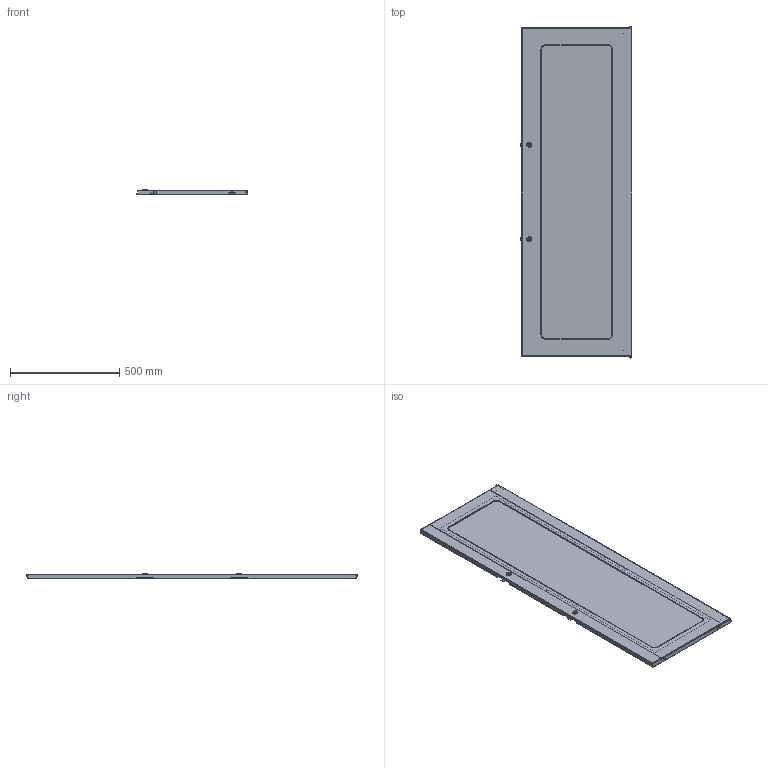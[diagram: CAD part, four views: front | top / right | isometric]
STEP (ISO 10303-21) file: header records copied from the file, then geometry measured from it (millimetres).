
FILE_DESCRIPTION (( 'STEP AP203' ), '1' );
FILE_NAME ('LE05-33U6X-DR.STEP', '2025-08-05T10:56:02', ( '' ), ( '' ), 'SwSTEP 2.0', 'SolidWorks 2022', '' );
FILE_SCHEMA (( 'CONFIG_CONTROL_DESIGN' ));
Length unit declared in the file: millimetre
Products named in the file (1): LE05-33U6X-DR
Bounding box: 513 x 1521 x 26.8 mm (x, y, z)
Surface area: 2051881.5 mm2 (no closed solid volume)
Topology: 0 solids, 23 shells, 222 faces, 845 edges, 618 vertices
Faces by surface type: plane 101, cylinder 87, cone 12, bspline 10, sphere 8, torus 4
Entity records: 11438 total; most frequent: CARTESIAN_POINT 4270, DIRECTION 1509, ORIENTED_EDGE 1228, EDGE_CURVE 845, VERTEX_POINT 618, AXIS2_PLACEMENT_3D 505, VECTOR 499, LINE 499
